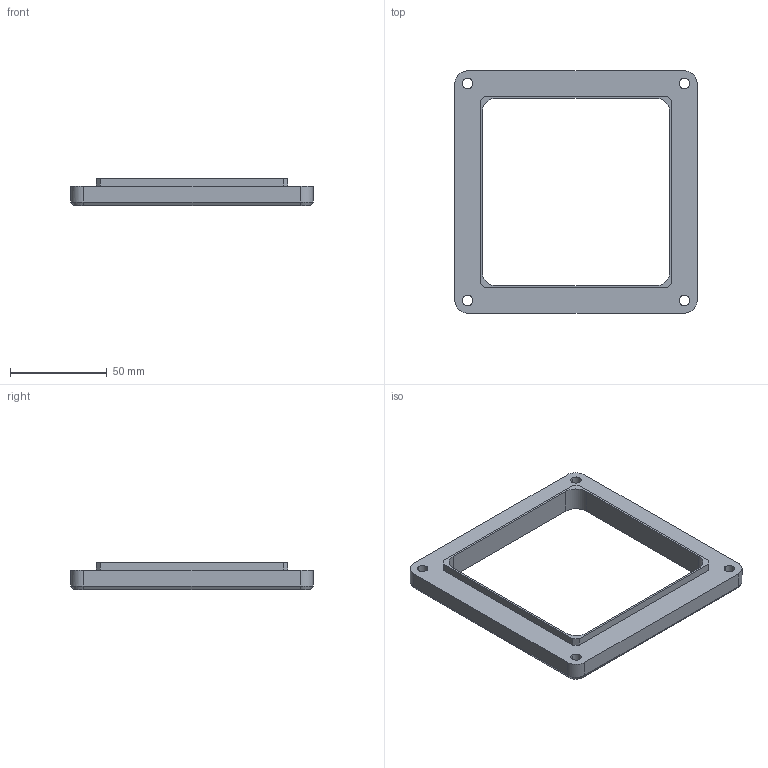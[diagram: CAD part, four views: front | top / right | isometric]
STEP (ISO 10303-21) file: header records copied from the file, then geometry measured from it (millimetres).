
FILE_DESCRIPTION(/* description */ (''),/* implementation_level */ '2;1');
FILE_NAME(/* name */ 'CA43C5~1',/* time_stamp */ '2022-01-04T21:59:59+01:00',/* author */ (''),/* organization */ (''),/* preprocessor_version */ 'ST-DEVELOPER v16.5',/* originating_system */ '',/* authorisation */ '');
FILE_SCHEMA (('AUTOMOTIVE_DESIGN'));
Length unit declared in the file: millimetre
Products named in the file (1): Document
Bounding box: 125 x 125 x 14.01 mm (x, y, z)
Volume: 61179.5 mm3; surface area: 24419 mm2
Topology: 1 solids, 1 shells, 141 faces, 374 edges, 244 vertices
Faces by surface type: plane 85, bspline 56
Entity records: 4412 total; most frequent: CARTESIAN_POINT 1995, ORIENTED_EDGE 748, EDGE_CURVE 374, B_SPLINE_CURVE_WITH_KNOTS 286, VERTEX_POINT 244, EDGE_LOOP 160, ADVANCED_FACE 141, FACE_OUTER_BOUND 141
